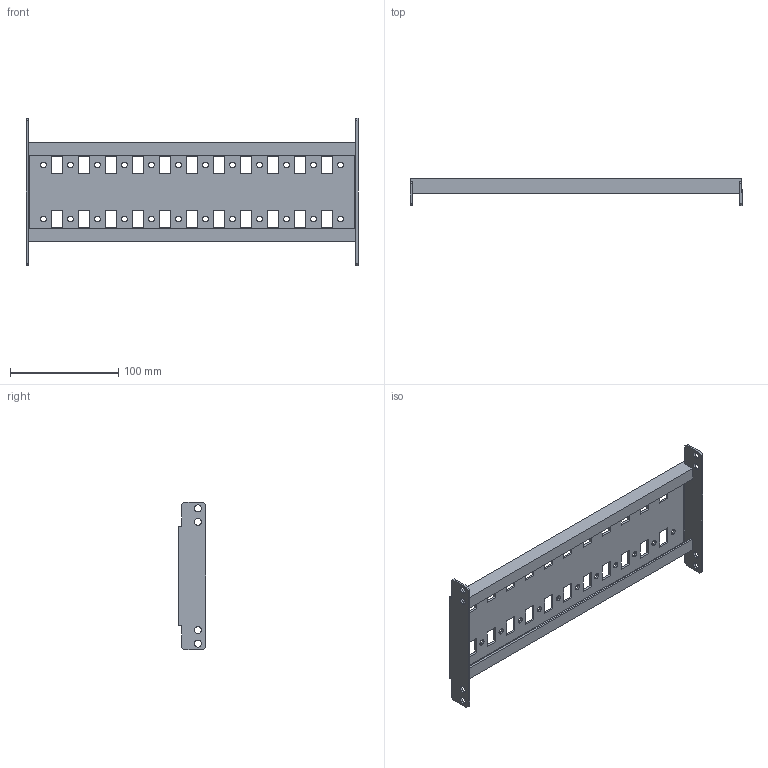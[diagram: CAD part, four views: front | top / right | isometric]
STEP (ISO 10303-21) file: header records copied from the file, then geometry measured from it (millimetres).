
FILE_DESCRIPTION (( 'STEP AP214' ), '1' );
FILE_NAME ('Ðåéêà îñíîâàíèÿ Â 400.STEP', '2022-03-31T13:34:30', ( '' ), ( '' ), 'SwSTEP 2.0', 'SolidWorks 2017', '' );
FILE_SCHEMA (( 'AUTOMOTIVE_DESIGN' ));
Length unit declared in the file: millimetre
Products named in the file (1): Ðåéêà îñíîâàíèÿ Â 400
Bounding box: 307 x 25 x 136 mm (x, y, z)
Volume: 86982.8 mm3; surface area: 90941.4 mm2
Topology: 1 solids, 1 shells, 194 faces, 572 edges, 380 vertices
Faces by surface type: plane 130, cylinder 64
Entity records: 6702 total; most frequent: CARTESIAN_POINT 1147, ORIENTED_EDGE 1144, DIRECTION 1090, EDGE_CURVE 572, LINE 444, VECTOR 444, VERTEX_POINT 380, AXIS2_PLACEMENT_3D 323
